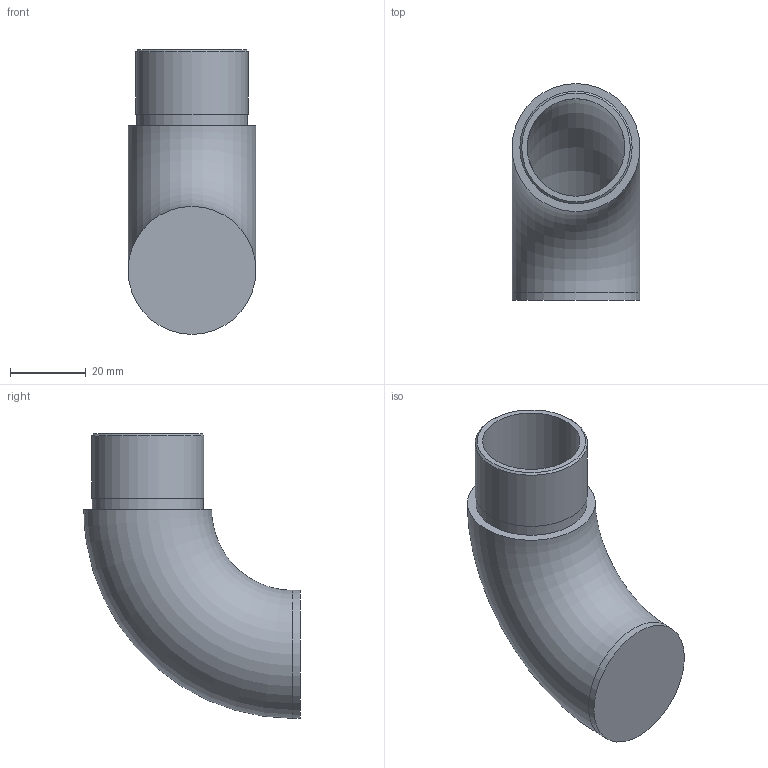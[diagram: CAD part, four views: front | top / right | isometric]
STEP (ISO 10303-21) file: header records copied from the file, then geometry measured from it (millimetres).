
FILE_DESCRIPTION (( 'STEP AP203' ), '1' );
FILE_NAME ('56201-320-V4A.step', '2020-03-04T10:25:42', ( '' ), ( '' ), 'SwSTEP 2.0', 'SolidWorks 2015', '' );
FILE_SCHEMA (( 'CONFIG_CONTROL_DESIGN' ));
Length unit declared in the file: millimetre
Products named in the file (2): 56201-320-V4A
Bounding box: 33.7 x 57 x 75 mm (x, y, z)
Volume: 27469.7 mm3; surface area: 16670.2 mm2
Topology: 1 solids, 1 shells, 273 faces, 715 edges, 476 vertices
Faces by surface type: plane 128, bspline 109, cylinder 33, torus 2, cone 1
Full cylindrical faces by diameter (mm): 25.7 x1, 29.2 x1, 29.6 x1, 33.7 x1
Entity records: 13027 total; most frequent: CARTESIAN_POINT 6960, ORIENTED_EDGE 1414, DIRECTION 876, EDGE_CURVE 707, VERTEX_POINT 475, VECTOR 342, LINE 342, EDGE_LOOP 312
